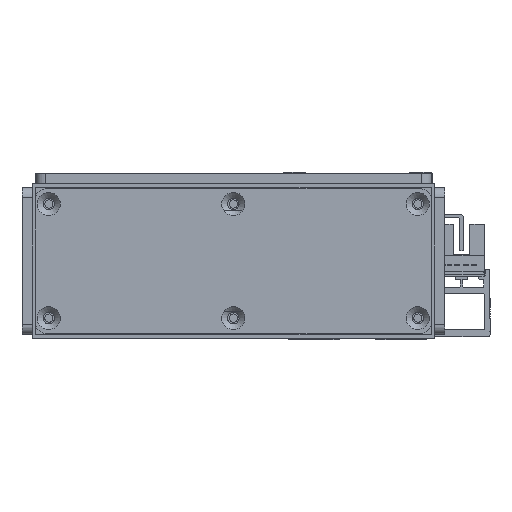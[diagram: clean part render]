
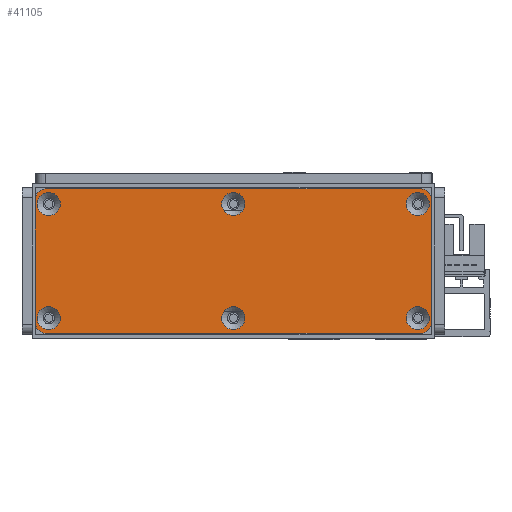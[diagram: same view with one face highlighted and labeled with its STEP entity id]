
A CAD part, front view. The second image highlights one B-rep face of the part: STEP entity #41105.
In plain terms, the highlighted face is planar.
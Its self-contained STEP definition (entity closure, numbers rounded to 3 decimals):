
#721=FACE_BOUND('',#7487,.T.);
#722=FACE_BOUND('',#7488,.T.);
#723=FACE_BOUND('',#7489,.T.);
#724=FACE_BOUND('',#7490,.T.);
#725=FACE_BOUND('',#7491,.T.);
#726=FACE_BOUND('',#7492,.T.);
#2389=PLANE('',#44495);
#4940=FACE_OUTER_BOUND('',#7486,.T.);
#7486=EDGE_LOOP('',(#38327,#38328,#38329,#38330,#38331,#38332,#38333,#38334));
#7487=EDGE_LOOP('',(#38335));
#7488=EDGE_LOOP('',(#38336));
#7489=EDGE_LOOP('',(#38337));
#7490=EDGE_LOOP('',(#38338));
#7491=EDGE_LOOP('',(#38339));
#7492=EDGE_LOOP('',(#38340));
#12029=LINE('',#68101,#16650);
#12033=LINE('',#68113,#16654);
#12037=LINE('',#68125,#16658);
#12041=LINE('',#68135,#16662);
#16650=VECTOR('',#54940,10.);
#16654=VECTOR('',#54952,10.);
#16658=VECTOR('',#54964,10.);
#16662=VECTOR('',#54976,10.);
#17816=CIRCLE('',#44449,3.45);
#17819=CIRCLE('',#44454,3.45);
#17822=CIRCLE('',#44459,3.45);
#17825=CIRCLE('',#44464,3.45);
#17828=CIRCLE('',#44469,3.45);
#17831=CIRCLE('',#44474,3.45);
#17835=CIRCLE('',#44480,3.);
#17837=CIRCLE('',#44484,3.);
#17839=CIRCLE('',#44488,3.);
#17841=CIRCLE('',#44492,3.);
#21504=VERTEX_POINT('',#68029);
#21507=VERTEX_POINT('',#68039);
#21510=VERTEX_POINT('',#68049);
#21513=VERTEX_POINT('',#68059);
#21516=VERTEX_POINT('',#68069);
#21519=VERTEX_POINT('',#68079);
#21524=VERTEX_POINT('',#68092);
#21525=VERTEX_POINT('',#68094);
#21527=VERTEX_POINT('',#68100);
#21529=VERTEX_POINT('',#68106);
#21531=VERTEX_POINT('',#68112);
#21533=VERTEX_POINT('',#68118);
#21535=VERTEX_POINT('',#68124);
#21537=VERTEX_POINT('',#68130);
#27120=EDGE_CURVE('',#21504,#21504,#17816,.T.);
#27125=EDGE_CURVE('',#21507,#21507,#17819,.T.);
#27130=EDGE_CURVE('',#21510,#21510,#17822,.T.);
#27135=EDGE_CURVE('',#21513,#21513,#17825,.T.);
#27140=EDGE_CURVE('',#21516,#21516,#17828,.T.);
#27145=EDGE_CURVE('',#21519,#21519,#17831,.T.);
#27152=EDGE_CURVE('',#21525,#21524,#17835,.T.);
#27155=EDGE_CURVE('',#21527,#21525,#12029,.T.);
#27158=EDGE_CURVE('',#21529,#21527,#17837,.T.);
#27161=EDGE_CURVE('',#21531,#21529,#12033,.T.);
#27164=EDGE_CURVE('',#21533,#21531,#17839,.T.);
#27167=EDGE_CURVE('',#21535,#21533,#12037,.T.);
#27170=EDGE_CURVE('',#21537,#21535,#17841,.T.);
#27173=EDGE_CURVE('',#21524,#21537,#12041,.T.);
#38327=ORIENTED_EDGE('',*,*,#27173,.T.);
#38328=ORIENTED_EDGE('',*,*,#27170,.T.);
#38329=ORIENTED_EDGE('',*,*,#27167,.T.);
#38330=ORIENTED_EDGE('',*,*,#27164,.T.);
#38331=ORIENTED_EDGE('',*,*,#27161,.T.);
#38332=ORIENTED_EDGE('',*,*,#27158,.T.);
#38333=ORIENTED_EDGE('',*,*,#27155,.T.);
#38334=ORIENTED_EDGE('',*,*,#27152,.T.);
#38335=ORIENTED_EDGE('',*,*,#27120,.T.);
#38336=ORIENTED_EDGE('',*,*,#27125,.T.);
#38337=ORIENTED_EDGE('',*,*,#27130,.T.);
#38338=ORIENTED_EDGE('',*,*,#27135,.T.);
#38339=ORIENTED_EDGE('',*,*,#27140,.T.);
#38340=ORIENTED_EDGE('',*,*,#27145,.T.);
#41105=ADVANCED_FACE('',(#4940,#721,#722,#723,#724,#725,#726),#2389,.T.);
#44449=AXIS2_PLACEMENT_3D('',#68030,#54859,#54860);
#44454=AXIS2_PLACEMENT_3D('',#68040,#54871,#54872);
#44459=AXIS2_PLACEMENT_3D('',#68050,#54883,#54884);
#44464=AXIS2_PLACEMENT_3D('',#68060,#54895,#54896);
#44469=AXIS2_PLACEMENT_3D('',#68070,#54907,#54908);
#44474=AXIS2_PLACEMENT_3D('',#68080,#54919,#54920);
#44480=AXIS2_PLACEMENT_3D('',#68095,#54934,#54935);
#44484=AXIS2_PLACEMENT_3D('',#68107,#54946,#54947);
#44488=AXIS2_PLACEMENT_3D('',#68119,#54958,#54959);
#44492=AXIS2_PLACEMENT_3D('',#68131,#54970,#54971);
#44495=AXIS2_PLACEMENT_3D('',#68137,#54979,#54980);
#54859=DIRECTION('center_axis',(0.,0.,-1.));
#54860=DIRECTION('ref_axis',(1.,0.,0.));
#54871=DIRECTION('center_axis',(0.,0.,-1.));
#54872=DIRECTION('ref_axis',(1.,0.,0.));
#54883=DIRECTION('center_axis',(0.,0.,-1.));
#54884=DIRECTION('ref_axis',(1.,0.,0.));
#54895=DIRECTION('center_axis',(0.,0.,-1.));
#54896=DIRECTION('ref_axis',(1.,0.,0.));
#54907=DIRECTION('center_axis',(0.,0.,-1.));
#54908=DIRECTION('ref_axis',(1.,0.,0.));
#54919=DIRECTION('center_axis',(0.,0.,-1.));
#54920=DIRECTION('ref_axis',(1.,0.,0.));
#54934=DIRECTION('center_axis',(0.,0.,1.));
#54935=DIRECTION('ref_axis',(-1.,0.,0.));
#54940=DIRECTION('',(0.,1.,0.));
#54946=DIRECTION('center_axis',(0.,0.,1.));
#54947=DIRECTION('ref_axis',(0.,1.,0.));
#54952=DIRECTION('',(1.,0.,0.));
#54958=DIRECTION('center_axis',(0.,0.,1.));
#54959=DIRECTION('ref_axis',(1.,0.,0.));
#54964=DIRECTION('',(0.,-1.,0.));
#54970=DIRECTION('center_axis',(0.,0.,1.));
#54971=DIRECTION('ref_axis',(0.,-1.,0.));
#54976=DIRECTION('',(-1.,0.,0.));
#54979=DIRECTION('center_axis',(0.,0.,1.));
#54980=DIRECTION('ref_axis',(1.,0.,0.));
#68029=CARTESIAN_POINT('',(110.55,4.5,3.));
#68030=CARTESIAN_POINT('Origin',(114.,4.5,3.));
#68039=CARTESIAN_POINT('',(55.55,38.5,3.));
#68040=CARTESIAN_POINT('Origin',(59.,38.5,3.));
#68049=CARTESIAN_POINT('',(55.55,4.5,3.));
#68050=CARTESIAN_POINT('Origin',(59.,4.5,3.));
#68059=CARTESIAN_POINT('',(0.55,38.5,3.));
#68060=CARTESIAN_POINT('Origin',(4.,38.5,3.));
#68069=CARTESIAN_POINT('',(110.55,38.5,3.));
#68070=CARTESIAN_POINT('Origin',(114.,38.5,3.));
#68079=CARTESIAN_POINT('',(0.55,4.5,3.));
#68080=CARTESIAN_POINT('Origin',(4.,4.5,3.));
#68092=CARTESIAN_POINT('',(115.,43.,3.));
#68094=CARTESIAN_POINT('',(118.,40.,3.));
#68095=CARTESIAN_POINT('Origin',(115.,40.,3.));
#68100=CARTESIAN_POINT('',(118.,3.,3.));
#68101=CARTESIAN_POINT('',(118.,40.,3.));
#68106=CARTESIAN_POINT('',(115.,0.,3.));
#68107=CARTESIAN_POINT('Origin',(115.,3.,3.));
#68112=CARTESIAN_POINT('',(3.,0.,3.));
#68113=CARTESIAN_POINT('',(115.,0.,3.));
#68118=CARTESIAN_POINT('',(0.,3.,3.));
#68119=CARTESIAN_POINT('Origin',(3.,3.,3.));
#68124=CARTESIAN_POINT('',(0.,40.,3.));
#68125=CARTESIAN_POINT('',(0.,3.,3.));
#68130=CARTESIAN_POINT('',(3.,43.,3.));
#68131=CARTESIAN_POINT('Origin',(3.,40.,3.));
#68135=CARTESIAN_POINT('',(3.,43.,3.));
#68137=CARTESIAN_POINT('Origin',(59.,21.5,3.));
